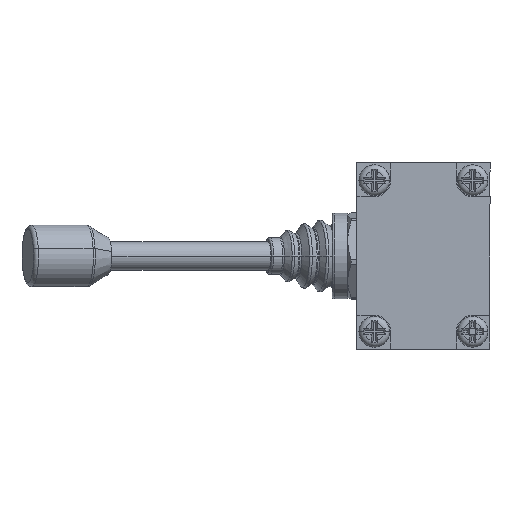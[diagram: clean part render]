
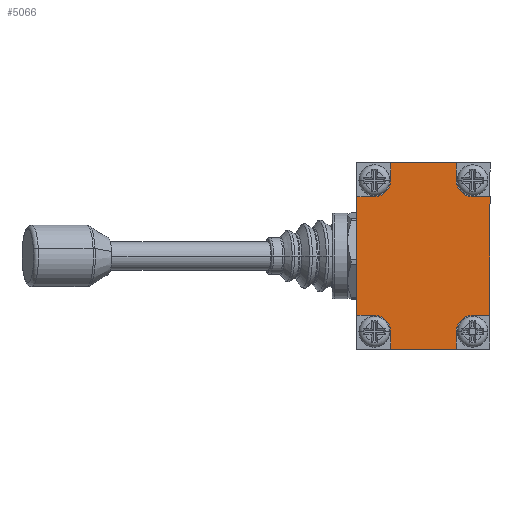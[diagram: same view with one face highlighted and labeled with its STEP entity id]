
A CAD part, left-side view. The second image highlights one B-rep face of the part: STEP entity #5066.
In plain terms, the highlighted face is planar.
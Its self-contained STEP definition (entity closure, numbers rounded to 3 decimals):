
#2309 = EDGE_LOOP ( 'NONE', ( #14617, #14603, #14435, #14523, #14519, #14390, #14517, #14527, #14602, #14521, #14488, #14474, #14387, #14490, #14506, #14461 ) ) ;
#2582 = PLANE ( 'NONE',  #23752 ) ;
#2583 = CARTESIAN_POINT ( 'NONE',  ( -16.25, 0., 0. ) ) ;
#2584 = DIRECTION ( 'NONE',  ( 0., 0., 1. ) ) ;
#2585 = DIRECTION ( 'NONE',  ( 1., 0., 0. ) ) ;
#3308 = CARTESIAN_POINT ( 'NONE',  ( 8., 41.25, 0. ) ) ;
#3313 = CARTESIAN_POINT ( 'NONE',  ( -8., 41.25, 0. ) ) ;
#3318 = CARTESIAN_POINT ( 'NONE',  ( -8., 4.25, 0. ) ) ;
#3322 = CARTESIAN_POINT ( 'NONE',  ( 12., 37.25, 0. ) ) ;
#3339 = CARTESIAN_POINT ( 'NONE',  ( -12., 37.25, 0. ) ) ;
#3349 = CARTESIAN_POINT ( 'NONE',  ( 8., 0., 0. ) ) ;
#3354 = CARTESIAN_POINT ( 'NONE',  ( -16.25, 37.25, 0. ) ) ;
#3359 = CARTESIAN_POINT ( 'NONE',  ( 16.25, 8.25, 0. ) ) ;
#3376 = CARTESIAN_POINT ( 'NONE',  ( -12., 8.25, 0. ) ) ;
#3378 = CARTESIAN_POINT ( 'NONE',  ( -16.25, 8.25, 0. ) ) ;
#3390 = CARTESIAN_POINT ( 'NONE',  ( -8., 0., 0. ) ) ;
#3407 = CARTESIAN_POINT ( 'NONE',  ( 16.25, 37.25, 0. ) ) ;
#3409 = CARTESIAN_POINT ( 'NONE',  ( -8., 45.5, 0. ) ) ;
#3421 = CARTESIAN_POINT ( 'NONE',  ( 12., 8.25, 0. ) ) ;
#3433 = CARTESIAN_POINT ( 'NONE',  ( 8., 45.5, 0. ) ) ;
#3444 = CARTESIAN_POINT ( 'NONE',  ( 8., 4.25, 0. ) ) ;
#5066 = ADVANCED_FACE ( 'NONE', ( #21348 ), #2582, .T. ) ;
#14387 = ORIENTED_EDGE ( 'NONE', *, *, #25589, .F. ) ;
#14390 = ORIENTED_EDGE ( 'NONE', *, *, #25568, .T. ) ;
#14435 = ORIENTED_EDGE ( 'NONE', *, *, #25581, .F. ) ;
#14461 = ORIENTED_EDGE ( 'NONE', *, *, #25591, .F. ) ;
#14474 = ORIENTED_EDGE ( 'NONE', *, *, #25588, .F. ) ;
#14488 = ORIENTED_EDGE ( 'NONE', *, *, #25587, .F. ) ;
#14490 = ORIENTED_EDGE ( 'NONE', *, *, #25554, .T. ) ;
#14506 = ORIENTED_EDGE ( 'NONE', *, *, #25590, .F. ) ;
#14517 = ORIENTED_EDGE ( 'NONE', *, *, #25584, .F. ) ;
#14519 = ORIENTED_EDGE ( 'NONE', *, *, #25583, .F. ) ;
#14521 = ORIENTED_EDGE ( 'NONE', *, *, #25563, .T. ) ;
#14523 = ORIENTED_EDGE ( 'NONE', *, *, #25582, .F. ) ;
#14527 = ORIENTED_EDGE ( 'NONE', *, *, #25585, .F. ) ;
#14602 = ORIENTED_EDGE ( 'NONE', *, *, #25586, .F. ) ;
#14603 = ORIENTED_EDGE ( 'NONE', *, *, #25574, .T. ) ;
#14617 = ORIENTED_EDGE ( 'NONE', *, *, #25580, .F. ) ;
#16925 = AXIS2_PLACEMENT_3D ( 'NONE', #19657, #19658, #19659 ) ;
#16926 = AXIS2_PLACEMENT_3D ( 'NONE', #19664, #19665, #19666 ) ;
#16927 = AXIS2_PLACEMENT_3D ( 'NONE', #19671, #19672, #19673 ) ;
#16928 = AXIS2_PLACEMENT_3D ( 'NONE', #19678, #19679, #19680 ) ;
#19601 = CARTESIAN_POINT ( 'NONE',  ( -16.25, 45.5, 0. ) ) ;
#19602 = DIRECTION ( 'NONE',  ( 0., -1., 0. ) ) ;
#19619 = CARTESIAN_POINT ( 'NONE',  ( -16.25, 45.5, 0. ) ) ;
#19620 = DIRECTION ( 'NONE',  ( -1., 0., 0. ) ) ;
#19629 = CARTESIAN_POINT ( 'NONE',  ( 16.25, 45.5, 0. ) ) ;
#19630 = DIRECTION ( 'NONE',  ( 0., 1., 0. ) ) ;
#19641 = CARTESIAN_POINT ( 'NONE',  ( -16.25, 0., 0. ) ) ;
#19642 = DIRECTION ( 'NONE',  ( 1., 0., 0. ) ) ;
#19653 = CARTESIAN_POINT ( 'NONE',  ( -8., 4.25, 0. ) ) ;
#19654 = DIRECTION ( 'NONE',  ( 0., 1., 0. ) ) ;
#19655 = CARTESIAN_POINT ( 'NONE',  ( 8., 4.25, 0. ) ) ;
#19656 = DIRECTION ( 'NONE',  ( 0., -1., 0. ) ) ;
#19657 = CARTESIAN_POINT ( 'NONE',  ( 12., 4.25, 0. ) ) ;
#19658 = DIRECTION ( 'NONE',  ( 0., 0., 1. ) ) ;
#19659 = DIRECTION ( 'NONE',  ( 1., 0., 0. ) ) ;
#19660 = CARTESIAN_POINT ( 'NONE',  ( 12., 8.25, 0. ) ) ;
#19661 = DIRECTION ( 'NONE',  ( -1., 0., 0. ) ) ;
#19662 = CARTESIAN_POINT ( 'NONE',  ( 12., 37.25, 0. ) ) ;
#19663 = DIRECTION ( 'NONE',  ( 1., 0., 0. ) ) ;
#19664 = CARTESIAN_POINT ( 'NONE',  ( 12., 41.25, 0. ) ) ;
#19665 = DIRECTION ( 'NONE',  ( 0., 0., 1. ) ) ;
#19666 = DIRECTION ( 'NONE',  ( -1., 0., 0. ) ) ;
#19667 = CARTESIAN_POINT ( 'NONE',  ( 8., 41.25, 0. ) ) ;
#19668 = DIRECTION ( 'NONE',  ( 0., -1., 0. ) ) ;
#19669 = CARTESIAN_POINT ( 'NONE',  ( -8., 41.25, 0. ) ) ;
#19670 = DIRECTION ( 'NONE',  ( 0., 1., 0. ) ) ;
#19671 = CARTESIAN_POINT ( 'NONE',  ( -12., 41.25, 0. ) ) ;
#19672 = DIRECTION ( 'NONE',  ( 0., 0., 1. ) ) ;
#19673 = DIRECTION ( 'NONE',  ( 1., 0., 0. ) ) ;
#19674 = CARTESIAN_POINT ( 'NONE',  ( -12., 37.25, 0. ) ) ;
#19675 = DIRECTION ( 'NONE',  ( 1., 0., 0. ) ) ;
#19676 = CARTESIAN_POINT ( 'NONE',  ( -12., 8.25, 0. ) ) ;
#19677 = DIRECTION ( 'NONE',  ( -1., 0., 0. ) ) ;
#19678 = CARTESIAN_POINT ( 'NONE',  ( -12., 4.25, 0. ) ) ;
#19679 = DIRECTION ( 'NONE',  ( 0., 0., 1. ) ) ;
#19680 = DIRECTION ( 'NONE',  ( -1., 0., 0. ) ) ;
#21348 = FACE_OUTER_BOUND ( 'NONE', #2309, .T. ) ;
#22747 = LINE ( 'NONE', #19601, #22748 ) ;
#22748 = VECTOR ( 'NONE', #19602, 1000. ) ;
#22765 = LINE ( 'NONE', #19619, #22766 ) ;
#22766 = VECTOR ( 'NONE', #19620, 1000. ) ;
#22775 = LINE ( 'NONE', #19629, #22776 ) ;
#22776 = VECTOR ( 'NONE', #19630, 1000. ) ;
#22787 = LINE ( 'NONE', #19641, #22788 ) ;
#22788 = VECTOR ( 'NONE', #19642, 1000. ) ;
#22799 = LINE ( 'NONE', #19653, #22800 ) ;
#22800 = VECTOR ( 'NONE', #19654, 1000. ) ;
#22801 = LINE ( 'NONE', #19655, #22802 ) ;
#22802 = VECTOR ( 'NONE', #19656, 1000. ) ;
#22803 = LINE ( 'NONE', #19660, #22805 ) ;
#22804 = CIRCLE ( 'NONE', #16925, 4. ) ;
#22805 = VECTOR ( 'NONE', #19661, 1000. ) ;
#22806 = LINE ( 'NONE', #19662, #22807 ) ;
#22807 = VECTOR ( 'NONE', #19663, 1000. ) ;
#22808 = LINE ( 'NONE', #19667, #22810 ) ;
#22809 = CIRCLE ( 'NONE', #16926, 4. ) ;
#22810 = VECTOR ( 'NONE', #19668, 1000. ) ;
#22811 = LINE ( 'NONE', #19669, #22812 ) ;
#22812 = VECTOR ( 'NONE', #19670, 1000. ) ;
#22813 = LINE ( 'NONE', #19674, #22815 ) ;
#22814 = CIRCLE ( 'NONE', #16927, 4. ) ;
#22815 = VECTOR ( 'NONE', #19675, 1000. ) ;
#22816 = LINE ( 'NONE', #19676, #22817 ) ;
#22817 = VECTOR ( 'NONE', #19677, 1000. ) ;
#22819 = CIRCLE ( 'NONE', #16928, 4. ) ;
#23752 = AXIS2_PLACEMENT_3D ( 'NONE', #2583, #2584, #2585 ) ;
#23980 = VERTEX_POINT ( 'NONE', #3308 ) ;
#23985 = VERTEX_POINT ( 'NONE', #3313 ) ;
#23990 = VERTEX_POINT ( 'NONE', #3318 ) ;
#23994 = VERTEX_POINT ( 'NONE', #3322 ) ;
#24011 = VERTEX_POINT ( 'NONE', #3339 ) ;
#24021 = VERTEX_POINT ( 'NONE', #3349 ) ;
#24026 = VERTEX_POINT ( 'NONE', #3354 ) ;
#24031 = VERTEX_POINT ( 'NONE', #3359 ) ;
#24048 = VERTEX_POINT ( 'NONE', #3376 ) ;
#24050 = VERTEX_POINT ( 'NONE', #3378 ) ;
#24062 = VERTEX_POINT ( 'NONE', #3390 ) ;
#24079 = VERTEX_POINT ( 'NONE', #3407 ) ;
#24081 = VERTEX_POINT ( 'NONE', #3409 ) ;
#24093 = VERTEX_POINT ( 'NONE', #3421 ) ;
#24105 = VERTEX_POINT ( 'NONE', #3433 ) ;
#24116 = VERTEX_POINT ( 'NONE', #3444 ) ;
#25554 = EDGE_CURVE ( 'NONE', #24026, #24050, #22747, .T. ) ;
#25563 = EDGE_CURVE ( 'NONE', #24105, #24081, #22765, .T. ) ;
#25568 = EDGE_CURVE ( 'NONE', #24031, #24079, #22775, .T. ) ;
#25574 = EDGE_CURVE ( 'NONE', #24062, #24021, #22787, .T. ) ;
#25580 = EDGE_CURVE ( 'NONE', #24062, #23990, #22799, .T. ) ;
#25581 = EDGE_CURVE ( 'NONE', #24116, #24021, #22801, .T. ) ;
#25582 = EDGE_CURVE ( 'NONE', #24093, #24116, #22804, .T. ) ;
#25583 = EDGE_CURVE ( 'NONE', #24031, #24093, #22803, .T. ) ;
#25584 = EDGE_CURVE ( 'NONE', #23994, #24079, #22806, .T. ) ;
#25585 = EDGE_CURVE ( 'NONE', #23980, #23994, #22809, .T. ) ;
#25586 = EDGE_CURVE ( 'NONE', #24105, #23980, #22808, .T. ) ;
#25587 = EDGE_CURVE ( 'NONE', #23985, #24081, #22811, .T. ) ;
#25588 = EDGE_CURVE ( 'NONE', #24011, #23985, #22814, .T. ) ;
#25589 = EDGE_CURVE ( 'NONE', #24026, #24011, #22813, .T. ) ;
#25590 = EDGE_CURVE ( 'NONE', #24048, #24050, #22816, .T. ) ;
#25591 = EDGE_CURVE ( 'NONE', #23990, #24048, #22819, .T. ) ;
